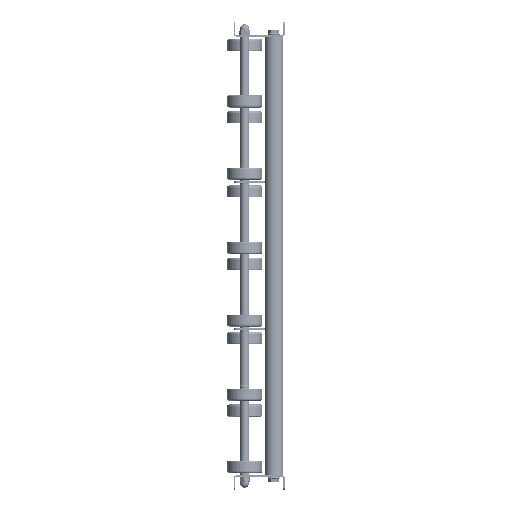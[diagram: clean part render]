
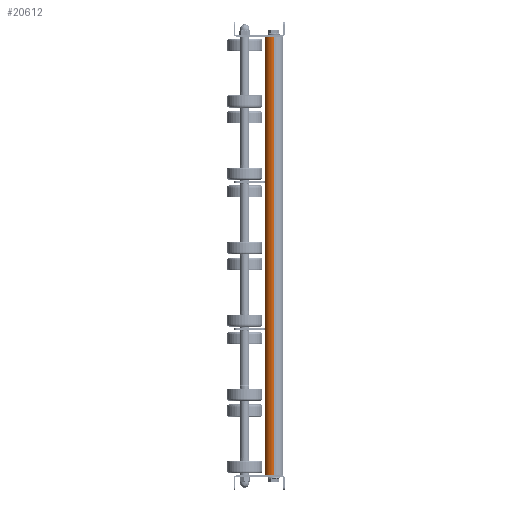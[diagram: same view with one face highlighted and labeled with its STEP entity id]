
A CAD part, left-side view. The second image highlights one B-rep face of the part: STEP entity #20612.
In plain terms, the highlighted cylindrical face has radius 12.5 mm (diameter 25 mm), a partial arc.
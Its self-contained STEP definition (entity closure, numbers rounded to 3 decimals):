
#1469 = EDGE_CURVE ( 'NONE', #12086, #34135, #1546, .T. ) ;
#1546 = CIRCLE ( 'NONE', #31633, 12.5 ) ;
#2383 = CARTESIAN_POINT ( 'NONE',  ( 599., 0., -12.5 ) ) ;
#4079 = ORIENTED_EDGE ( 'NONE', *, *, #36862, .T. ) ;
#5344 = CARTESIAN_POINT ( 'NONE',  ( 599., 0., 0. ) ) ;
#5553 = ORIENTED_EDGE ( 'NONE', *, *, #34120, .T. ) ;
#6813 = CYLINDRICAL_SURFACE ( 'NONE', #26176, 12.5 ) ;
#7020 = DIRECTION ( 'NONE',  ( -1., 0., 0. ) ) ;
#8123 = VERTEX_POINT ( 'NONE', #9826 ) ;
#8647 = AXIS2_PLACEMENT_3D ( 'NONE', #38233, #23303, #35295 ) ;
#8993 = VERTEX_POINT ( 'NONE', #32780 ) ;
#9826 = CARTESIAN_POINT ( 'NONE',  ( 1., 0., 12.5 ) ) ;
#11153 = CIRCLE ( 'NONE', #8647, 12.5 ) ;
#11610 = EDGE_LOOP ( 'NONE', ( #14841, #4079, #5553, #23964 ) ) ;
#12086 = VERTEX_POINT ( 'NONE', #13154 ) ;
#12741 = FACE_OUTER_BOUND ( 'NONE', #11610, .T. ) ;
#13154 = CARTESIAN_POINT ( 'NONE',  ( 599., 0., 12.5 ) ) ;
#14841 = ORIENTED_EDGE ( 'NONE', *, *, #1469, .T. ) ;
#15399 = CARTESIAN_POINT ( 'NONE',  ( 600., 0., 12.5 ) ) ;
#15597 = DIRECTION ( 'NONE',  ( -1., 0., 0. ) ) ;
#17863 = EDGE_CURVE ( 'NONE', #12086, #8123, #30478, .T. ) ;
#18863 = DIRECTION ( 'NONE',  ( 0., 0., 1. ) ) ;
#20612 = ADVANCED_FACE ( 'NONE', ( #12741 ), #6813, .T. ) ;
#21165 = DIRECTION ( 'NONE',  ( -1., 0., 0. ) ) ;
#22504 = DIRECTION ( 'NONE',  ( 0., 0., -1. ) ) ;
#23303 = DIRECTION ( 'NONE',  ( 1., 0., 0. ) ) ;
#23964 = ORIENTED_EDGE ( 'NONE', *, *, #17863, .F. ) ;
#24688 = VECTOR ( 'NONE', #15597, 1000. ) ;
#26176 = AXIS2_PLACEMENT_3D ( 'NONE', #36933, #7020, #18863 ) ;
#27459 = LINE ( 'NONE', #35731, #36542 ) ;
#29330 = DIRECTION ( 'NONE',  ( -1., 0., 0. ) ) ;
#30478 = LINE ( 'NONE', #15399, #24688 ) ;
#31633 = AXIS2_PLACEMENT_3D ( 'NONE', #5344, #29330, #22504 ) ;
#32780 = CARTESIAN_POINT ( 'NONE',  ( 1., 0., -12.5 ) ) ;
#34120 = EDGE_CURVE ( 'NONE', #8993, #8123, #11153, .T. ) ;
#34135 = VERTEX_POINT ( 'NONE', #2383 ) ;
#35295 = DIRECTION ( 'NONE',  ( 0., 0., -1. ) ) ;
#35731 = CARTESIAN_POINT ( 'NONE',  ( 600., 0., -12.5 ) ) ;
#36542 = VECTOR ( 'NONE', #21165, 1000. ) ;
#36862 = EDGE_CURVE ( 'NONE', #34135, #8993, #27459, .T. ) ;
#36933 = CARTESIAN_POINT ( 'NONE',  ( 600., 0., 0. ) ) ;
#38233 = CARTESIAN_POINT ( 'NONE',  ( 1., 0., 0. ) ) ;
